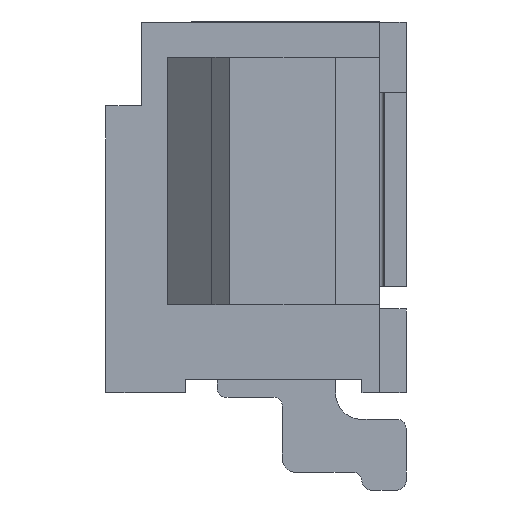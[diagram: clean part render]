
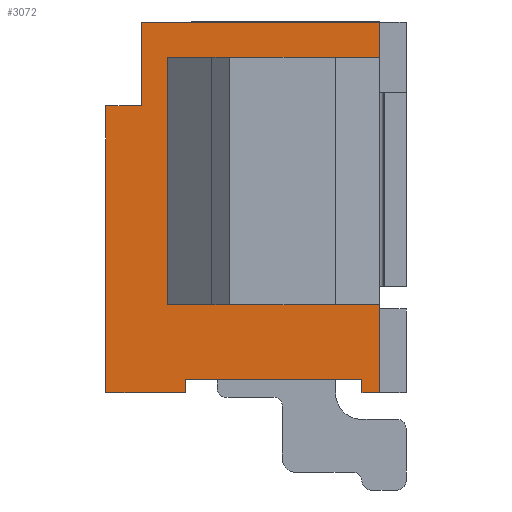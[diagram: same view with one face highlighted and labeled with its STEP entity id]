
A CAD part, left-side view. The second image highlights one B-rep face of the part: STEP entity #3072.
In plain terms, the highlighted planar face has unit normal (-1, 0, 0).
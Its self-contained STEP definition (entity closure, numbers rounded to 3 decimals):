
#44 = VECTOR ( 'NONE', #3623, 1000. ) ;
#63 = DIRECTION ( 'NONE',  ( 0., 0., 1. ) ) ;
#183 = CARTESIAN_POINT ( 'NONE',  ( -2.125, 0.3, 2.25 ) ) ;
#268 = EDGE_CURVE ( 'NONE', #2542, #3421, #4115, .T. ) ;
#390 = CARTESIAN_POINT ( 'NONE',  ( -2.125, 2.7, -0.55 ) ) ;
#422 = DIRECTION ( 'NONE',  ( 0., 0., 1. ) ) ;
#433 = DIRECTION ( 'NONE',  ( 0., 0., 1. ) ) ;
#440 = DIRECTION ( 'NONE',  ( 0., -1., 0. ) ) ;
#557 = VECTOR ( 'NONE', #3576, 1000. ) ;
#573 = VERTEX_POINT ( 'NONE', #2017 ) ;
#585 = VERTEX_POINT ( 'NONE', #3219 ) ;
#696 = ORIENTED_EDGE ( 'NONE', *, *, #4636, .T. ) ;
#709 = VECTOR ( 'NONE', #1088, 1000. ) ;
#757 = VERTEX_POINT ( 'NONE', #4750 ) ;
#882 = VECTOR ( 'NONE', #3106, 1000. ) ;
#883 = VECTOR ( 'NONE', #3807, 1000. ) ;
#890 = VERTEX_POINT ( 'NONE', #4695 ) ;
#942 = CARTESIAN_POINT ( 'NONE',  ( -2.125, 3.4, 1.7 ) ) ;
#965 = VECTOR ( 'NONE', #433, 1000. ) ;
#996 = LINE ( 'NONE', #2938, #2314 ) ;
#1030 = LINE ( 'NONE', #3244, #44 ) ;
#1049 = VERTEX_POINT ( 'NONE', #4199 ) ;
#1088 = DIRECTION ( 'NONE',  ( 0., 1., 0. ) ) ;
#1172 = EDGE_CURVE ( 'NONE', #890, #2737, #3756, .T. ) ;
#1230 = LINE ( 'NONE', #4143, #883 ) ;
#1320 = CARTESIAN_POINT ( 'NONE',  ( -2.125, 0.3, -1.55 ) ) ;
#1338 = LINE ( 'NONE', #390, #709 ) ;
#1368 = EDGE_LOOP ( 'NONE', ( #1499, #4188, #696, #2789, #2580, #4012, #2600, #4442, #2792, #3614, #4411, #2188, #4660, #4304 ) ) ;
#1382 = VERTEX_POINT ( 'NONE', #4061 ) ;
#1390 = VERTEX_POINT ( 'NONE', #2539 ) ;
#1395 = EDGE_CURVE ( 'NONE', #3421, #1390, #3862, .T. ) ;
#1464 = VECTOR ( 'NONE', #4405, 1000. ) ;
#1469 = DIRECTION ( 'NONE',  ( 1., 0., 0. ) ) ;
#1484 = CARTESIAN_POINT ( 'NONE',  ( -2.125, 3.4, -1.55 ) ) ;
#1499 = ORIENTED_EDGE ( 'NONE', *, *, #4291, .F. ) ;
#1532 = CARTESIAN_POINT ( 'NONE',  ( -2.125, 2.7, 2.25 ) ) ;
#1584 = CARTESIAN_POINT ( 'NONE',  ( -2.125, 0.5, -1.55 ) ) ;
#1621 = LINE ( 'NONE', #1584, #2693 ) ;
#1671 = VERTEX_POINT ( 'NONE', #1759 ) ;
#1759 = CARTESIAN_POINT ( 'NONE',  ( -2.125, 0.3, 2.65 ) ) ;
#1810 = DIRECTION ( 'NONE',  ( 0., 0., -1. ) ) ;
#1833 = EDGE_CURVE ( 'NONE', #585, #757, #1230, .T. ) ;
#1835 = VECTOR ( 'NONE', #4091, 1000. ) ;
#1883 = VECTOR ( 'NONE', #3004, 1000. ) ;
#1927 = DIRECTION ( 'NONE',  ( 0., -1., 0. ) ) ;
#1937 = CARTESIAN_POINT ( 'NONE',  ( -2.125, 3.4, -1.55 ) ) ;
#1955 = FACE_OUTER_BOUND ( 'NONE', #1368, .T. ) ;
#1987 = CARTESIAN_POINT ( 'NONE',  ( -2.125, 3., 2.65 ) ) ;
#2017 = CARTESIAN_POINT ( 'NONE',  ( -2.125, 2.7, 2.25 ) ) ;
#2056 = CARTESIAN_POINT ( 'NONE',  ( -2.125, 3., 2.65 ) ) ;
#2188 = ORIENTED_EDGE ( 'NONE', *, *, #1833, .T. ) ;
#2314 = VECTOR ( 'NONE', #2593, 1000. ) ;
#2407 = LINE ( 'NONE', #1320, #557 ) ;
#2436 = EDGE_CURVE ( 'NONE', #585, #2542, #1621, .T. ) ;
#2539 = CARTESIAN_POINT ( 'NONE',  ( -2.125, 2.5, -1.55 ) ) ;
#2542 = VERTEX_POINT ( 'NONE', #3396 ) ;
#2571 = CARTESIAN_POINT ( 'NONE',  ( -2.125, 0.5, -1.4 ) ) ;
#2579 = PLANE ( 'NONE',  #3090 ) ;
#2580 = ORIENTED_EDGE ( 'NONE', *, *, #1172, .F. ) ;
#2593 = DIRECTION ( 'NONE',  ( 0., -1., 0. ) ) ;
#2600 = ORIENTED_EDGE ( 'NONE', *, *, #3119, .F. ) ;
#2640 = CARTESIAN_POINT ( 'NONE',  ( -2.125, 3.4, -1.55 ) ) ;
#2693 = VECTOR ( 'NONE', #63, 1000. ) ;
#2715 = CARTESIAN_POINT ( 'NONE',  ( -2.125, 0.3, -1.55 ) ) ;
#2716 = LINE ( 'NONE', #2715, #965 ) ;
#2737 = VERTEX_POINT ( 'NONE', #2056 ) ;
#2789 = ORIENTED_EDGE ( 'NONE', *, *, #3112, .F. ) ;
#2792 = ORIENTED_EDGE ( 'NONE', *, *, #1395, .F. ) ;
#2835 = CARTESIAN_POINT ( 'NONE',  ( -2.125, 2.5, -1.4 ) ) ;
#2938 = CARTESIAN_POINT ( 'NONE',  ( -2.125, 3.4, 2.65 ) ) ;
#2993 = CARTESIAN_POINT ( 'NONE',  ( -2.125, 3.4, -1.55 ) ) ;
#3004 = DIRECTION ( 'NONE',  ( 0., -1., 0. ) ) ;
#3063 = LINE ( 'NONE', #4532, #4113 ) ;
#3072 = ADVANCED_FACE ( 'NONE', ( #1955 ), #2579, .F. ) ;
#3090 = AXIS2_PLACEMENT_3D ( 'NONE', #1484, #1469, #1810 ) ;
#3106 = DIRECTION ( 'NONE',  ( 0., 0., 1. ) ) ;
#3112 = EDGE_CURVE ( 'NONE', #2737, #1671, #996, .T. ) ;
#3119 = EDGE_CURVE ( 'NONE', #4634, #3383, #3741, .T. ) ;
#3130 = EDGE_CURVE ( 'NONE', #1049, #1382, #1338, .T. ) ;
#3219 = CARTESIAN_POINT ( 'NONE',  ( -2.125, 0.5, -1.55 ) ) ;
#3244 = CARTESIAN_POINT ( 'NONE',  ( -2.125, 2.7, 5.48 ) ) ;
#3383 = VERTEX_POINT ( 'NONE', #942 ) ;
#3396 = CARTESIAN_POINT ( 'NONE',  ( -2.125, 0.5, -1.4 ) ) ;
#3411 = LINE ( 'NONE', #2640, #1883 ) ;
#3421 = VERTEX_POINT ( 'NONE', #2835 ) ;
#3540 = VECTOR ( 'NONE', #440, 1000. ) ;
#3576 = DIRECTION ( 'NONE',  ( 0., 0., 1. ) ) ;
#3614 = ORIENTED_EDGE ( 'NONE', *, *, #268, .F. ) ;
#3623 = DIRECTION ( 'NONE',  ( 0., 0., -1. ) ) ;
#3741 = LINE ( 'NONE', #2993, #4609 ) ;
#3756 = LINE ( 'NONE', #1987, #882 ) ;
#3786 = EDGE_CURVE ( 'NONE', #573, #4024, #4372, .T. ) ;
#3807 = DIRECTION ( 'NONE',  ( 0., -1., 0. ) ) ;
#3862 = LINE ( 'NONE', #4438, #1464 ) ;
#4012 = ORIENTED_EDGE ( 'NONE', *, *, #4621, .F. ) ;
#4024 = VERTEX_POINT ( 'NONE', #183 ) ;
#4061 = CARTESIAN_POINT ( 'NONE',  ( -2.125, 2.7, -0.55 ) ) ;
#4091 = DIRECTION ( 'NONE',  ( 0., 1., 0. ) ) ;
#4113 = VECTOR ( 'NONE', #1927, 1000. ) ;
#4115 = LINE ( 'NONE', #2571, #1835 ) ;
#4143 = CARTESIAN_POINT ( 'NONE',  ( -2.125, 3.4, -1.55 ) ) ;
#4188 = ORIENTED_EDGE ( 'NONE', *, *, #3786, .T. ) ;
#4199 = CARTESIAN_POINT ( 'NONE',  ( -2.125, 0.3, -0.55 ) ) ;
#4291 = EDGE_CURVE ( 'NONE', #573, #1382, #1030, .T. ) ;
#4304 = ORIENTED_EDGE ( 'NONE', *, *, #3130, .T. ) ;
#4333 = EDGE_CURVE ( 'NONE', #4634, #1390, #3411, .T. ) ;
#4372 = LINE ( 'NONE', #1532, #3540 ) ;
#4405 = DIRECTION ( 'NONE',  ( 0., 0., -1. ) ) ;
#4411 = ORIENTED_EDGE ( 'NONE', *, *, #2436, .F. ) ;
#4438 = CARTESIAN_POINT ( 'NONE',  ( -2.125, 2.5, -1.55 ) ) ;
#4442 = ORIENTED_EDGE ( 'NONE', *, *, #4333, .T. ) ;
#4532 = CARTESIAN_POINT ( 'NONE',  ( -2.125, 3.4, 1.7 ) ) ;
#4609 = VECTOR ( 'NONE', #422, 1000. ) ;
#4621 = EDGE_CURVE ( 'NONE', #3383, #890, #3063, .T. ) ;
#4634 = VERTEX_POINT ( 'NONE', #1937 ) ;
#4636 = EDGE_CURVE ( 'NONE', #4024, #1671, #2716, .T. ) ;
#4660 = ORIENTED_EDGE ( 'NONE', *, *, #4781, .T. ) ;
#4695 = CARTESIAN_POINT ( 'NONE',  ( -2.125, 3., 1.7 ) ) ;
#4750 = CARTESIAN_POINT ( 'NONE',  ( -2.125, 0.3, -1.55 ) ) ;
#4781 = EDGE_CURVE ( 'NONE', #757, #1049, #2407, .T. ) ;
